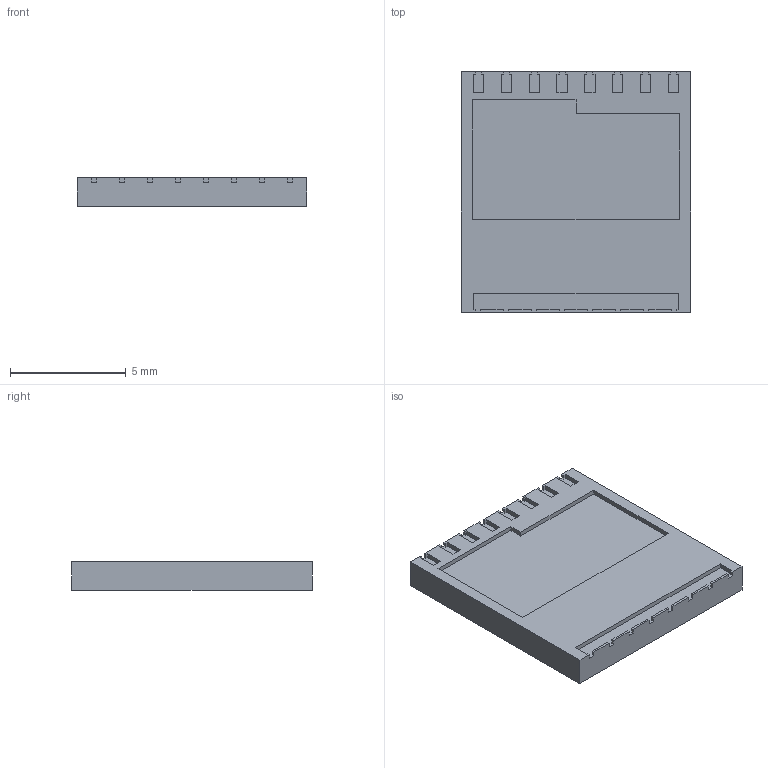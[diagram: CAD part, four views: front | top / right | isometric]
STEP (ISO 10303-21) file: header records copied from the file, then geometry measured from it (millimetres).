
FILE_DESCRIPTION(('STEP AP242'), '1');
FILE_NAME('ﾒﾍﾃ-ﾊ 65010(1)m3d', '', ('UNSPECIFIED'), ('UNSPECIFIED'), 'C3D Converter', 'C3D Toolkit', '');
FILE_SCHEMA(('AP242_MANAGED_MODEL_BASED_3D_ENGINEERING_MIM_LF { 1 0 10303 442 1 1 4 }'));
Length unit declared in the file: millimetre
Bounding box: 9.9 x 10.38 x 1.25 mm (x, y, z)
Volume: 117.7 mm3; surface area: 269.3 mm2
Topology: 1 solids, 1 shells, 307 faces, 867 edges, 578 vertices
Faces by surface type: plane 192, extrusion 100, cylinder 15
Full cylindrical faces by diameter (mm): 0.236 x1
Entity records: 12437 total; most frequent: CARTESIAN_POINT 2352, ORIENTED_EDGE 1732, DIRECTION 1212, EDGE_CURVE 866, VECTOR 736, LINE 636, VERTEX_POINT 578, EDGE_LOOP 324
